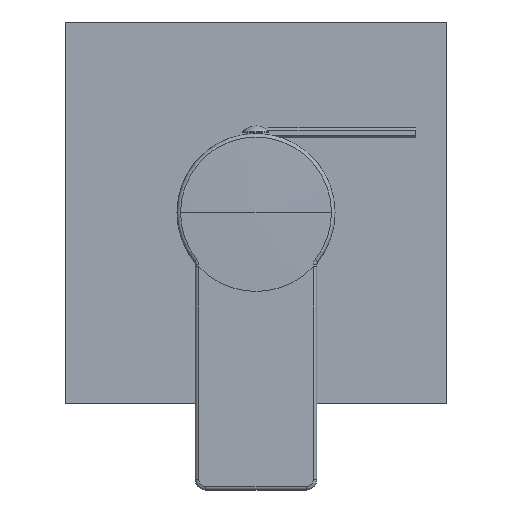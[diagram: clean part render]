
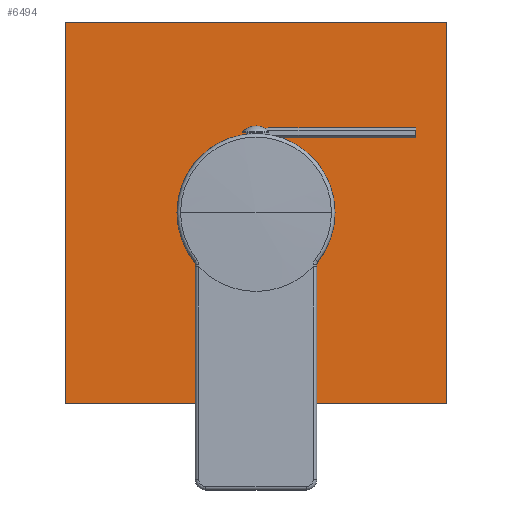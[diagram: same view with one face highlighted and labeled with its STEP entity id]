
A CAD part, top view. The second image highlights one B-rep face of the part: STEP entity #6494.
In plain terms, the highlighted face is planar.
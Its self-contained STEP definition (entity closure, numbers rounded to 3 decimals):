
#6147=CARTESIAN_POINT('',(0.,2.,0.));
#6148=DIRECTION('',(0.,-1.,0.));
#6149=DIRECTION('',(1.,0.,0.));
#6150=AXIS2_PLACEMENT_3D('',#6147,#6148,#6149);
#6155=CARTESIAN_POINT('',(0.,2.,0.));
#6156=DIRECTION('',(0.,-1.,0.));
#6157=DIRECTION('',(-1.,0.,0.));
#6158=AXIS2_PLACEMENT_3D('',#6155,#6156,#6157);
#6163=DIRECTION('',(0.,0.,1.));
#6164=VECTOR('',#6163,110.);
#6165=CARTESIAN_POINT('',(-55.,2.,-55.));
#6166=LINE('',#6165,#6164);
#6170=DIRECTION('',(-1.,0.,0.));
#6171=VECTOR('',#6170,110.);
#6172=CARTESIAN_POINT('',(55.,2.,-55.));
#6173=LINE('',#6172,#6171);
#6177=DIRECTION('',(0.,0.,-1.));
#6178=VECTOR('',#6177,110.);
#6179=CARTESIAN_POINT('',(55.,2.,55.));
#6180=LINE('',#6179,#6178);
#6184=DIRECTION('',(1.,0.,0.));
#6185=VECTOR('',#6184,110.);
#6186=CARTESIAN_POINT('',(-55.,2.,55.));
#6187=LINE('',#6186,#6185);
#6367=CARTESIAN_POINT('',(22.8,2.,0.));
#6368=CARTESIAN_POINT('',(-22.8,2.,0.));
#6369=VERTEX_POINT('',#6367);
#6370=VERTEX_POINT('',#6368);
#6371=CARTESIAN_POINT('',(-55.,2.,-55.));
#6372=CARTESIAN_POINT('',(-55.,2.,55.));
#6373=VERTEX_POINT('',#6371);
#6374=VERTEX_POINT('',#6372);
#6375=CARTESIAN_POINT('',(55.,2.,55.));
#6376=VERTEX_POINT('',#6375);
#6377=CARTESIAN_POINT('',(55.,2.,-55.));
#6378=VERTEX_POINT('',#6377);
#6475=CARTESIAN_POINT('',(0.,2.,0.));
#6476=DIRECTION('',(0.,1.,0.));
#6477=DIRECTION('',(1.,0.,0.));
#6478=AXIS2_PLACEMENT_3D('',#6475,#6476,#6477);
#6479=PLANE('',#6478);
#6481=ORIENTED_EDGE('',*,*,#6480,.F.);
#6483=ORIENTED_EDGE('',*,*,#6482,.F.);
#6485=ORIENTED_EDGE('',*,*,#6484,.F.);
#6487=ORIENTED_EDGE('',*,*,#6486,.F.);
#6488=EDGE_LOOP('',(#6481,#6483,#6485,#6487));
#6489=FACE_OUTER_BOUND('',#6488,.F.);
#6490=ORIENTED_EDGE('',*,*,#6455,.F.);
#6491=ORIENTED_EDGE('',*,*,#6469,.F.);
#6492=EDGE_LOOP('',(#6490,#6491));
#6493=FACE_BOUND('',#6492,.F.);
#6494=ADVANCED_FACE('',(#6489,#6493),#6479,.T.);
#6151=CIRCLE('',#6150,22.8);
#6159=CIRCLE('',#6158,22.8);
#6455=EDGE_CURVE('',#6369,#6370,#6151,.T.);
#6469=EDGE_CURVE('',#6370,#6369,#6159,.T.);
#6480=EDGE_CURVE('',#6373,#6374,#6166,.T.);
#6482=EDGE_CURVE('',#6378,#6373,#6173,.T.);
#6484=EDGE_CURVE('',#6376,#6378,#6180,.T.);
#6486=EDGE_CURVE('',#6374,#6376,#6187,.T.);
